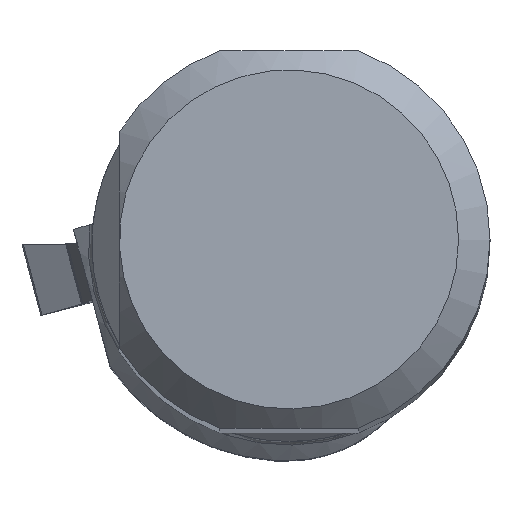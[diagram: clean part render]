
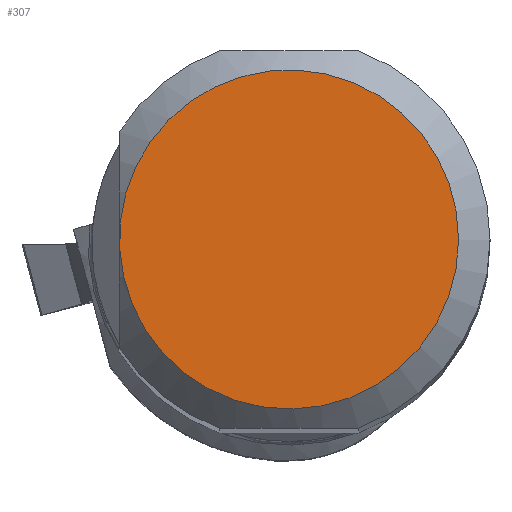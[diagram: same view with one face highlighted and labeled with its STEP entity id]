
A CAD part, top view. The second image highlights one B-rep face of the part: STEP entity #307.
In plain terms, the highlighted planar face has unit normal (0, 0, 1).
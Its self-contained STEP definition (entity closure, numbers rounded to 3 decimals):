
#226=CIRCLE('',#2196,13.489);
#307=ADVANCED_FACE('CU_SU_BP3',(#456),#370,.T.);
#370=PLANE('',#2197);
#456=FACE_OUTER_BOUND('',#559,.T.);
#559=EDGE_LOOP('',(#1071));
#1071=ORIENTED_EDGE('',*,*,#1633,.T.);
#1372=VERTEX_POINT('',#4208);
#1633=EDGE_CURVE('',#1372,#1372,#226,.T.);
#2196=AXIS2_PLACEMENT_3D('',#4207,#2665,#2666);
#2197=AXIS2_PLACEMENT_3D('',#4209,#2667,#2668);
#2665=DIRECTION('',(0.,0.,1.));
#2666=DIRECTION('',(1.,0.,0.));
#2667=DIRECTION('',(0.,0.,1.));
#2668=DIRECTION('',(1.,0.,0.));
#4207=CARTESIAN_POINT('',(0.,0.,0.));
#4208=CARTESIAN_POINT('',(13.489,0.,0.));
#4209=CARTESIAN_POINT('',(0.,0.,
0.));
